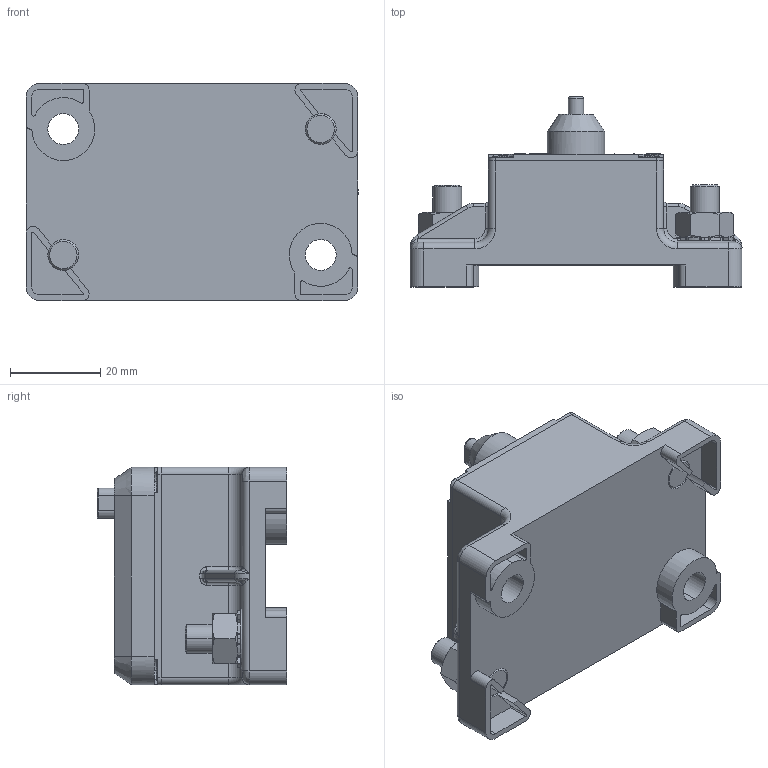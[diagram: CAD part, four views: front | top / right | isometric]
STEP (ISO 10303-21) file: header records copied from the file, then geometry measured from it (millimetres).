
FILE_DESCRIPTION (( 'STEP AP214' ), '1' );
FILE_NAME ('am-0282 120a Circuit Breaker.STEP', '2015-01-22T15:06:01', ( '' ), ( '' ), 'SwSTEP 2.0', 'SolidWorks 2014', '' );
FILE_SCHEMA (( 'AUTOMOTIVE_DESIGN' ));
Length unit declared in the file: inch
Products named in the file (1): am-0282 120a Circuit Breaker
Bounding box: 73.7 x 42.15 x 48.26 mm (x, y, z)
Surface area: 16304.9 mm2 (no closed solid volume)
Topology: 0 solids, 16 shells, 530 faces, 1545 edges, 1075 vertices
Faces by surface type: plane 268, cylinder 142, bspline 74, cone 25, torus 17, sphere 4
Entity records: 23007 total; most frequent: CARTESIAN_POINT 8355, ORIENTED_EDGE 2883, DIRECTION 2195, EDGE_CURVE 1545, VERTEX_POINT 1075, AXIS2_PLACEMENT_3D 771, VECTOR 653, LINE 653
